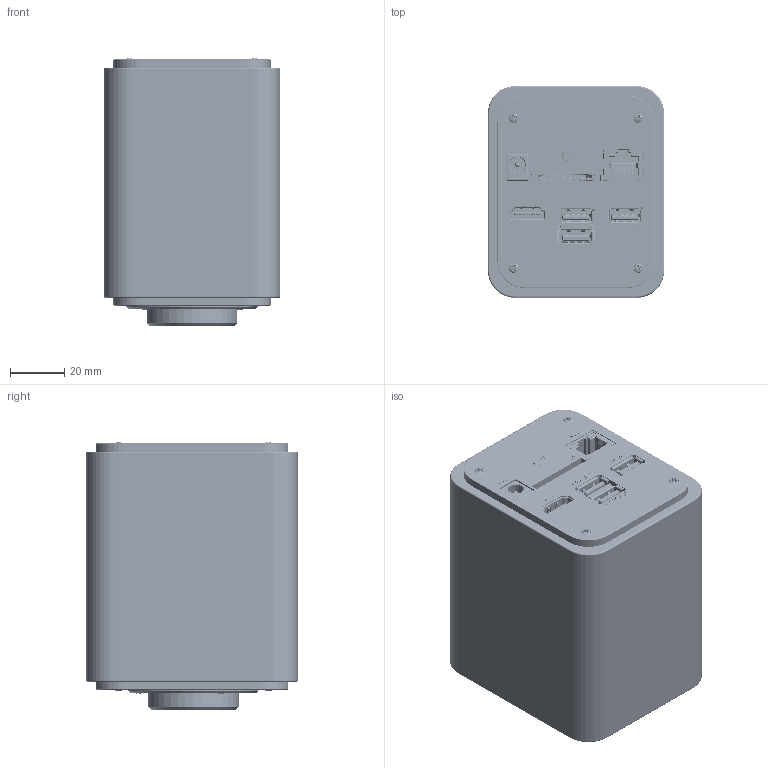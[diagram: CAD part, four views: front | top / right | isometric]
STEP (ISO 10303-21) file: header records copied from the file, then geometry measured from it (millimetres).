
FILE_DESCRIPTION (( 'STEP AP203' ), '1' );
FILE_NAME ('680161.STEP', '2025-09-03T06:59:12', ( '' ), ( '' ), 'SwSTEP 2.0', 'SolidWorks 2020', '' );
FILE_SCHEMA (( 'CONFIG_CONTROL_DESIGN' ));
Products named in the file (1): 680161
Bounding box: 65 x 78 x 98.73 mm (x, y, z)
Surface area: 131146.8 mm2 (no closed solid volume)
Topology: 0 solids, 81 shells, 11634 faces, 30417 edges, 19228 vertices
Faces by surface type: plane 7679, cylinder 1996, bspline 1791, cone 141, torus 27
Entity records: 397016 total; most frequent: CARTESIAN_POINT 127184, ORIENTED_EDGE 60098, DIRECTION 48660, EDGE_CURVE 30071, VECTOR 21740, LINE 21740, VERTEX_POINT 19228, AXIS2_PLACEMENT_3D 13460
